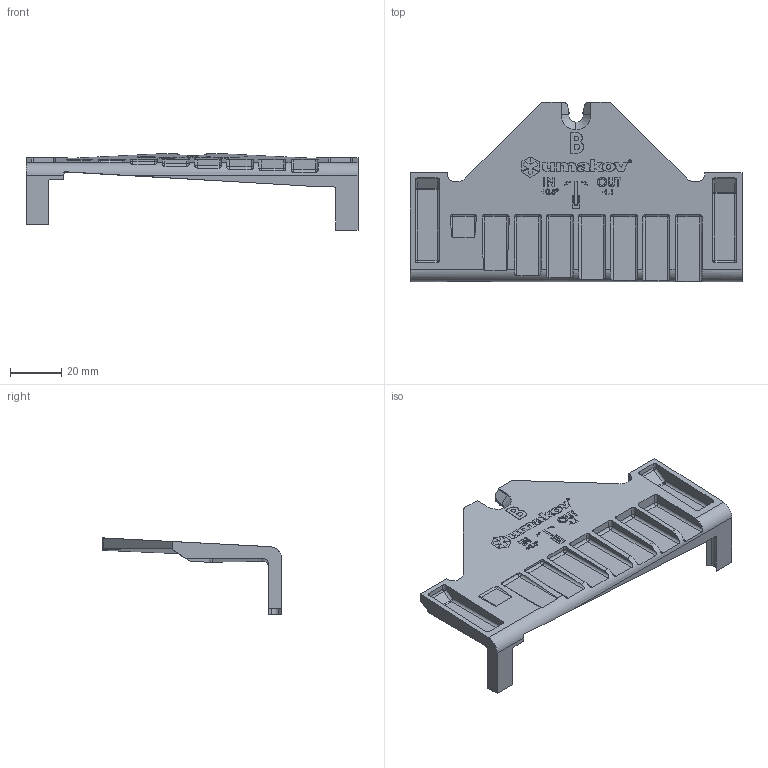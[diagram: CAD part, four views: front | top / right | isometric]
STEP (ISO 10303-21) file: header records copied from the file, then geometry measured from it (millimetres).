
FILE_DESCRIPTION (( 'STEP AP214' ), '1' );
FILE_NAME ('A19_FLEX1.P2.STEP', '2023-03-10T09:42:42', ( '' ), ( '' ), 'SwSTEP 2.0', 'SolidWorks 2019', '' );
FILE_SCHEMA (( 'AUTOMOTIVE_DESIGN' ));
Length unit declared in the file: millimetre
Products named in the file (1): A19_FLEX1.P2
Bounding box: 129 x 69.76 x 29.63 mm (x, y, z)
Volume: 23187.6 mm3; surface area: 18566.6 mm2
Topology: 15 solids, 15 shells, 667 faces, 1719 edges, 1102 vertices
Faces by surface type: plane 382, bspline 140, cylinder 115, sphere 28, cone 2
Entity records: 26300 total; most frequent: CARTESIAN_POINT 11087, ORIENTED_EDGE 3394, DIRECTION 2545, EDGE_CURVE 1697, LINE 1135, VECTOR 1135, VERTEX_POINT 1102, EDGE_LOOP 715
